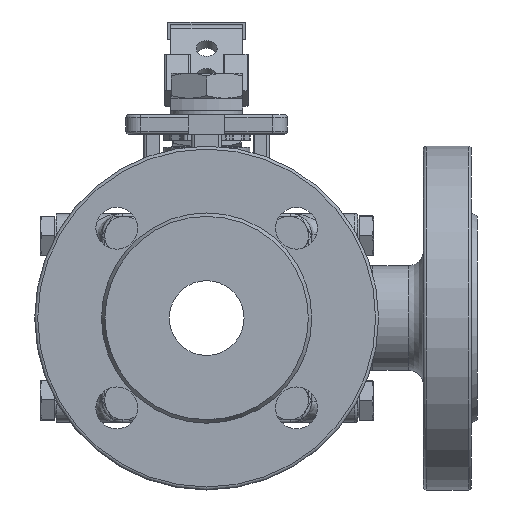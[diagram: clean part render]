
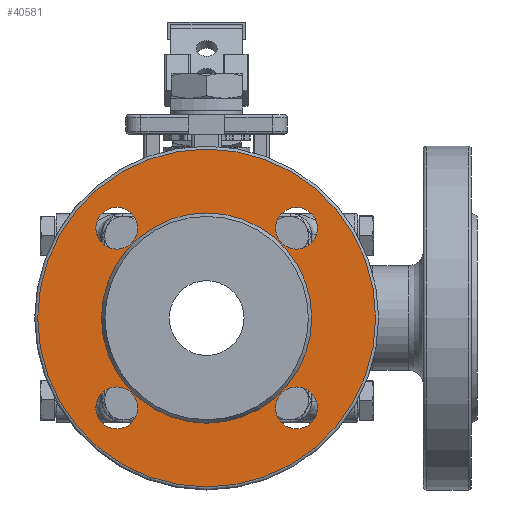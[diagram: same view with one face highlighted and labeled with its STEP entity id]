
A CAD part, left-side view. The second image highlights one B-rep face of the part: STEP entity #40581.
In plain terms, the highlighted planar face has unit normal (-1, 0, 0).
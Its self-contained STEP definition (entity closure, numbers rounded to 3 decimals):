
#40475=CARTESIAN_POINT('',(-88.5,0.,56.5));
#40476=VERTEX_POINT('',#40475);
#40477=CARTESIAN_POINT('',(-88.5,0.,0.));
#40478=DIRECTION('',(1.0,0.0,0.0));
#40479=DIRECTION('',(0.0,0.0,-1.0));
#40480=AXIS2_PLACEMENT_3D('',#40477,#40478,#40479);
#40481=CIRCLE('',#40480,56.5);
#40482=EDGE_CURVE('',#40476,#40476,#40481,.T.);
#40518=CARTESIAN_POINT('',(-88.5,0.,46.327));
#40519=DIRECTION('',(-1.0,0.0,0.0));
#40520=DIRECTION('',(0.0,-1.0,0.0));
#40521=AXIS2_PLACEMENT_3D('',#40518,#40519,#40520);
#40522=PLANE('',#40521);
#40523=ORIENTED_EDGE('',*,*,#40482,.F.);
#40524=EDGE_LOOP('',(#40523));
#40525=FACE_OUTER_BOUND('',#40524,.T.);
#40526=CARTESIAN_POINT('',(-88.5,0.,35.155));
#40527=VERTEX_POINT('',#40526);
#40528=CARTESIAN_POINT('',(-88.5,0.,0.));
#40529=DIRECTION('',(1.0,0.0,0.0));
#40530=DIRECTION('',(0.0,0.0,1.0));
#40531=AXIS2_PLACEMENT_3D('',#40528,#40529,#40530);
#40532=CIRCLE('',#40531,35.155);
#40533=EDGE_CURVE('',#40527,#40527,#40532,.T.);
#40534=ORIENTED_EDGE('',*,*,#40533,.T.);
#40535=EDGE_LOOP('',(#40534));
#40536=FACE_BOUND('',#40535,.T.);
#40537=CARTESIAN_POINT('',(-88.5,37.052,30.052));
#40538=VERTEX_POINT('',#40537);
#40539=CARTESIAN_POINT('',(-88.5,30.052,30.052));
#40540=DIRECTION('',(1.0,0.0,0.0));
#40541=DIRECTION('',(0.0,-1.0,0.0));
#40542=AXIS2_PLACEMENT_3D('',#40539,#40540,#40541);
#40543=CIRCLE('',#40542,7.);
#40544=EDGE_CURVE('',#40538,#40538,#40543,.T.);
#40545=ORIENTED_EDGE('',*,*,#40544,.T.);
#40546=EDGE_LOOP('',(#40545));
#40547=FACE_BOUND('',#40546,.T.);
#40548=CARTESIAN_POINT('',(-88.5,-23.052,30.052));
#40549=VERTEX_POINT('',#40548);
#40550=CARTESIAN_POINT('',(-88.5,-30.052,30.052));
#40551=DIRECTION('',(1.0,0.0,0.0));
#40552=DIRECTION('',(0.0,-1.0,0.0));
#40553=AXIS2_PLACEMENT_3D('',#40550,#40551,#40552);
#40554=CIRCLE('',#40553,7.);
#40555=EDGE_CURVE('',#40549,#40549,#40554,.T.);
#40556=ORIENTED_EDGE('',*,*,#40555,.T.);
#40557=EDGE_LOOP('',(#40556));
#40558=FACE_BOUND('',#40557,.T.);
#40559=CARTESIAN_POINT('',(-88.5,-23.052,-30.052));
#40560=VERTEX_POINT('',#40559);
#40561=CARTESIAN_POINT('',(-88.5,-30.052,-30.052));
#40562=DIRECTION('',(1.0,0.0,0.0));
#40563=DIRECTION('',(0.0,-1.0,0.0));
#40564=AXIS2_PLACEMENT_3D('',#40561,#40562,#40563);
#40565=CIRCLE('',#40564,7.);
#40566=EDGE_CURVE('',#40560,#40560,#40565,.T.);
#40567=ORIENTED_EDGE('',*,*,#40566,.T.);
#40568=EDGE_LOOP('',(#40567));
#40569=FACE_BOUND('',#40568,.T.);
#40570=CARTESIAN_POINT('',(-88.5,37.052,-30.052));
#40571=VERTEX_POINT('',#40570);
#40572=CARTESIAN_POINT('',(-88.5,30.052,-30.052));
#40573=DIRECTION('',(1.0,0.0,0.0));
#40574=DIRECTION('',(0.0,-1.0,0.0));
#40575=AXIS2_PLACEMENT_3D('',#40572,#40573,#40574);
#40576=CIRCLE('',#40575,7.);
#40577=EDGE_CURVE('',#40571,#40571,#40576,.T.);
#40578=ORIENTED_EDGE('',*,*,#40577,.T.);
#40579=EDGE_LOOP('',(#40578));
#40580=FACE_BOUND('',#40579,.T.);
#40581=ADVANCED_FACE('',(#40525,#40536,#40547,#40558,#40569,#40580),#40522,.T.);
